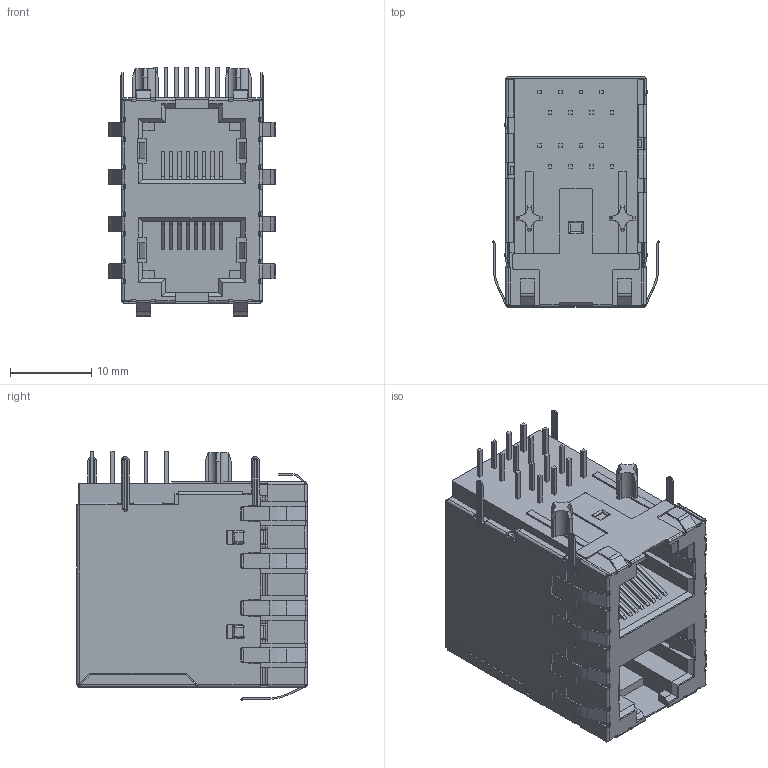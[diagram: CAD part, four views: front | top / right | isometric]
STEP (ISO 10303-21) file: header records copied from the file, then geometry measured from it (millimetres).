
FILE_DESCRIPTION( ( 'Unknown' ), '1' );
FILE_NAME( '7499051002.stp', 'Unknown', ( 'Unknown' ), ( 'Unknown' ), 'PSStep 17.0.49', 'Unknown', ' ' );
FILE_SCHEMA( ( 'AUTOMOTIVE_DESIGN { 1 0 10303 214 1 1 1 1 }' ) );
Length unit declared in the file: millimetre
Products named in the file (4): Assem1; shielding_2; shielding_1; Insulator
Assembly tree (3 placements, depth 2):
  Assem1
    shielding_2
    shielding_1
    Insulator
Bounding box: 20.61 x 28.25 x 30.62 mm (x, y, z)
Volume: 9700.1 mm3; surface area: 9967.4 mm2
Topology: 3 solids, 3 shells, 1451 faces, 3930 edges, 2513 vertices
Faces by surface type: plane 882, cylinder 527, extrusion 14, bspline 12, cone 8, torus 6, sphere 2
Entity records: 57506 total; most frequent: CARTESIAN_POINT 8772, ORIENTED_EDGE 7856, DIRECTION 7682, EDGE_CURVE 3928, VECTOR 2720, LINE 2706, VERTEX_POINT 2513, AXIS2_PLACEMENT_3D 2481
